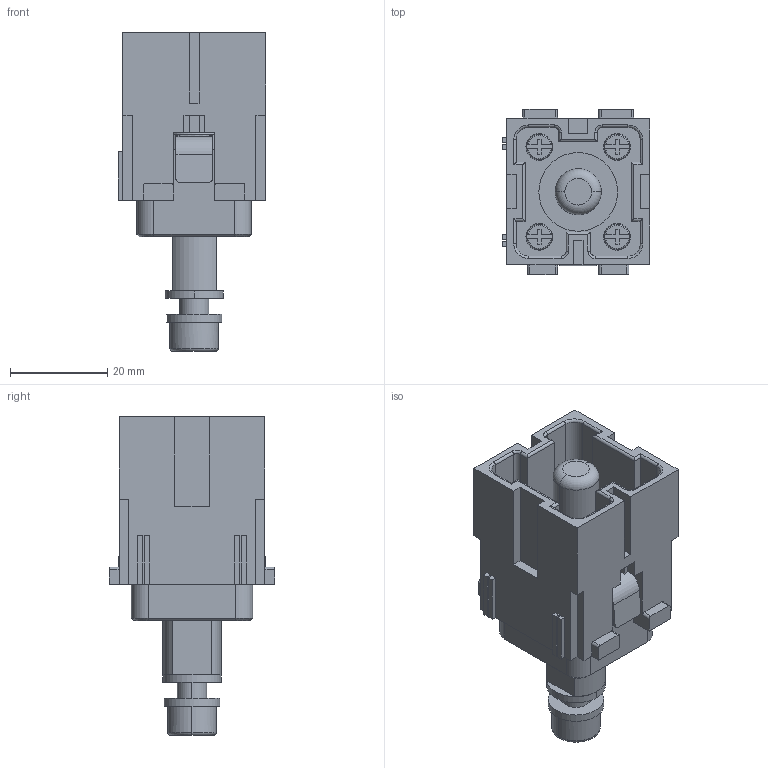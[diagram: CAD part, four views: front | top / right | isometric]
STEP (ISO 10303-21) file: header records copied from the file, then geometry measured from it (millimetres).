
FILE_DESCRIPTION(('Creo Elements/Direct Modeling STEP Export'),'2;1');
FILE_NAME('0ln7uvk5l64tpom5320','2022-10-12T 9:55:14',(''),(''),'Creo Elements/Direct Modeling STEP processor for AP214 (Solid Model)','Creo Elements/Direct Modeling 20.1B 02-Apr-2019 (C) Parametric Technology GmbH','');
FILE_SCHEMA(('AUTOMOTIVE_DESIGN { 1 0 10303 214 1 1 1 1 }'));
Length unit declared in the file: millimetre
Products named in the file (2): CX 01 YPEAM
Assembly tree (1 placements, depth 2):
  CX 01 YPEAM
    CX 01 YPEAM
Bounding box: 30.3 x 34 x 65.6 mm (x, y, z)
Volume: 25678.7 mm3; surface area: 12316.3 mm2
Topology: 1 solids, 1 shells, 367 faces, 984 edges, 640 vertices
Faces by surface type: plane 233, cylinder 90, torus 23, cone 21
Entity records: 15631 total; most frequent: CARTESIAN_POINT 3591, ORIENTED_EDGE 1968, DIRECTION 1784, EDGE_CURVE 984, VECTOR 662, LINE 662, VERTEX_POINT 640, AXIS2_PLACEMENT_3D 561
